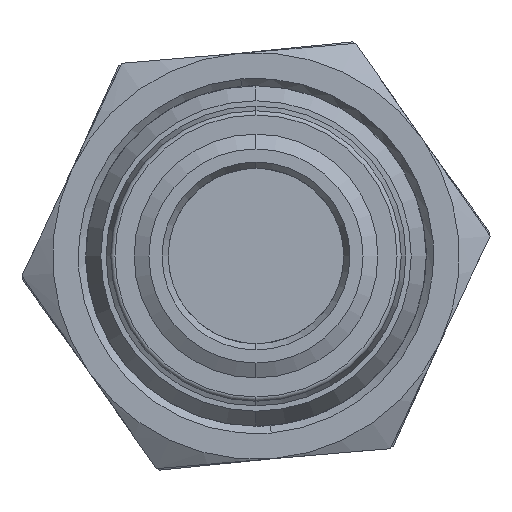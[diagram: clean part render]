
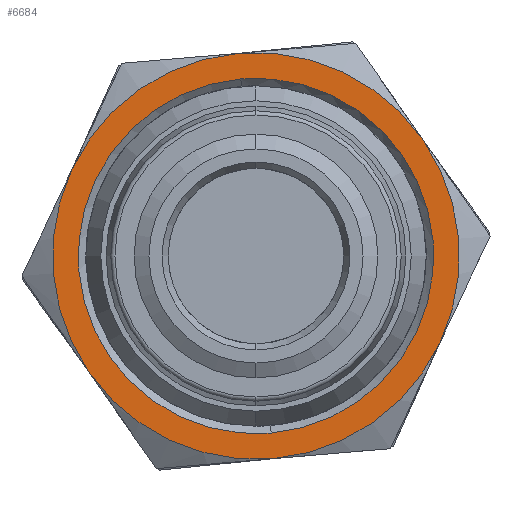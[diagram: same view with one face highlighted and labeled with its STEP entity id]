
A CAD part, left-side view. The second image highlights one B-rep face of the part: STEP entity #6684.
In plain terms, the highlighted planar face has unit normal (-1, 0, 0).
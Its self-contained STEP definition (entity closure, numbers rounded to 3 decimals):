
#617 = CARTESIAN_POINT ( 'NONE',  ( 5.7, 0., 0. ) ) ;
#618 = DIRECTION ( 'NONE',  ( 1., 0., 0. ) ) ;
#619 = DIRECTION ( 'NONE',  ( 0., -0.085, -0.996 ) ) ;
#637 = CARTESIAN_POINT ( 'NONE',  ( 5.7, 0., 0. ) ) ;
#638 = DIRECTION ( 'NONE',  ( 1., 0., 0. ) ) ;
#639 = DIRECTION ( 'NONE',  ( 0., -0.085, -0.996 ) ) ;
#641 = CARTESIAN_POINT ( 'NONE',  ( 5.7, 0., 0. ) ) ;
#642 = DIRECTION ( 'NONE',  ( 1., 0., 0. ) ) ;
#643 = DIRECTION ( 'NONE',  ( 0., -0.085, -0.996 ) ) ;
#658 = CARTESIAN_POINT ( 'NONE',  ( 5.7, 0., 0. ) ) ;
#659 = DIRECTION ( 'NONE',  ( 1., 0., 0. ) ) ;
#660 = DIRECTION ( 'NONE',  ( 0., -0.085, -0.996 ) ) ;
#690 = CARTESIAN_POINT ( 'NONE',  ( 5.7, 0., 0. ) ) ;
#691 = DIRECTION ( 'NONE',  ( 1., 0., 0. ) ) ;
#692 = DIRECTION ( 'NONE',  ( 0., -0.085, -0.996 ) ) ;
#694 = CARTESIAN_POINT ( 'NONE',  ( 5.7, 0., 0. ) ) ;
#695 = DIRECTION ( 'NONE',  ( 1., 0., 0. ) ) ;
#696 = DIRECTION ( 'NONE',  ( 0., -0.085, -0.996 ) ) ;
#724 = CARTESIAN_POINT ( 'NONE',  ( 5.7, 0., 0. ) ) ;
#725 = DIRECTION ( 'NONE',  ( 1., 0., 0. ) ) ;
#726 = DIRECTION ( 'NONE',  ( 0., -0.085, -0.996 ) ) ;
#1730 = VERTEX_POINT ( 'NONE', #4806 ) ;
#1731 = VERTEX_POINT ( 'NONE', #4807 ) ;
#2222 = AXIS2_PLACEMENT_3D ( 'NONE', #2755, #2756, #2757 ) ;
#2401 = VERTEX_POINT ( 'NONE', #4866 ) ;
#2414 = VERTEX_POINT ( 'NONE', #4879 ) ;
#2415 = VERTEX_POINT ( 'NONE', #4880 ) ;
#2416 = VERTEX_POINT ( 'NONE', #4881 ) ;
#2417 = VERTEX_POINT ( 'NONE', #4882 ) ;
#2418 = VERTEX_POINT ( 'NONE', #4883 ) ;
#2481 = EDGE_LOOP ( 'NONE', ( #2619, #2620 ) ) ;
#2482 = EDGE_LOOP ( 'NONE', ( #2621, #2622, #2623, #2624, #2625, #2626 ) ) ;
#2619 = ORIENTED_EDGE ( 'NONE', *, *, #5014, .T. ) ;
#2620 = ORIENTED_EDGE ( 'NONE', *, *, #4048, .T. ) ;
#2621 = ORIENTED_EDGE ( 'NONE', *, *, #4056, .F. ) ;
#2622 = ORIENTED_EDGE ( 'NONE', *, *, #4062, .F. ) ;
#2623 = ORIENTED_EDGE ( 'NONE', *, *, #4067, .F. ) ;
#2624 = ORIENTED_EDGE ( 'NONE', *, *, #4061, .F. ) ;
#2625 = ORIENTED_EDGE ( 'NONE', *, *, #4052, .F. ) ;
#2626 = ORIENTED_EDGE ( 'NONE', *, *, #4053, .F. ) ;
#2755 = CARTESIAN_POINT ( 'NONE',  ( 5.7, 0., 0. ) ) ;
#2756 = DIRECTION ( 'NONE',  ( 1., 0., 0. ) ) ;
#2757 = DIRECTION ( 'NONE',  ( 0., -0.085, -0.996 ) ) ;
#3348 = FACE_BOUND ( 'NONE', #2481, .T. ) ;
#3349 = FACE_OUTER_BOUND ( 'NONE', #2482, .T. ) ;
#3426 = PLANE ( 'NONE',  #4615 ) ;
#3433 = CARTESIAN_POINT ( 'NONE',  ( 5.7, 0., 0. ) ) ;
#3434 = DIRECTION ( 'NONE',  ( -1., 0., 0. ) ) ;
#3435 = DIRECTION ( 'NONE',  ( 0., 0.085, 0.996 ) ) ;
#4048 = EDGE_CURVE ( 'NONE', #1731, #1730, #5552, .T. ) ;
#4052 = EDGE_CURVE ( 'NONE', #2418, #2414, #5554, .T. ) ;
#4053 = EDGE_CURVE ( 'NONE', #2416, #2418, #5553, .T. ) ;
#4056 = EDGE_CURVE ( 'NONE', #2417, #2416, #5555, .T. ) ;
#4061 = EDGE_CURVE ( 'NONE', #2414, #2415, #5556, .T. ) ;
#4062 = EDGE_CURVE ( 'NONE', #2401, #2417, #5557, .T. ) ;
#4067 = EDGE_CURVE ( 'NONE', #2415, #2401, #5558, .T. ) ;
#4363 = CIRCLE ( 'NONE', #2222, 8.3 ) ;
#4615 = AXIS2_PLACEMENT_3D ( 'NONE', #3433, #3434, #3435 ) ;
#4806 = CARTESIAN_POINT ( 'NONE',  ( 5.7, 0.706, 8.27 ) ) ;
#4807 = CARTESIAN_POINT ( 'NONE',  ( 5.7, -0.706, -8.27 ) ) ;
#4866 = CARTESIAN_POINT ( 'NONE',  ( 5.7, -8.602, -4.033 ) ) ;
#4879 = CARTESIAN_POINT ( 'NONE',  ( 5.7, 0.808, 9.466 ) ) ;
#4880 = CARTESIAN_POINT ( 'NONE',  ( 5.7, -7.793, 5.433 ) ) ;
#4881 = CARTESIAN_POINT ( 'NONE',  ( 5.7, 7.793, -5.433 ) ) ;
#4882 = CARTESIAN_POINT ( 'NONE',  ( 5.7, -0.808, -9.466 ) ) ;
#4883 = CARTESIAN_POINT ( 'NONE',  ( 5.7, 8.602, 4.033 ) ) ;
#5014 = EDGE_CURVE ( 'NONE', #1730, #1731, #4363, .T. ) ;
#5143 = AXIS2_PLACEMENT_3D ( 'NONE', #617, #618, #619 ) ;
#5145 = AXIS2_PLACEMENT_3D ( 'NONE', #637, #638, #639 ) ;
#5146 = AXIS2_PLACEMENT_3D ( 'NONE', #641, #642, #643 ) ;
#5147 = AXIS2_PLACEMENT_3D ( 'NONE', #658, #659, #660 ) ;
#5148 = AXIS2_PLACEMENT_3D ( 'NONE', #690, #691, #692 ) ;
#5149 = AXIS2_PLACEMENT_3D ( 'NONE', #694, #695, #696 ) ;
#5150 = AXIS2_PLACEMENT_3D ( 'NONE', #724, #725, #726 ) ;
#5552 = CIRCLE ( 'NONE', #5143, 8.3 ) ;
#5553 = CIRCLE ( 'NONE', #5146, 9.5 ) ;
#5554 = CIRCLE ( 'NONE', #5145, 9.5 ) ;
#5555 = CIRCLE ( 'NONE', #5147, 9.5 ) ;
#5556 = CIRCLE ( 'NONE', #5148, 9.5 ) ;
#5557 = CIRCLE ( 'NONE', #5149, 9.5 ) ;
#5558 = CIRCLE ( 'NONE', #5150, 9.5 ) ;
#6684 = ADVANCED_FACE ( 'NONE', ( #3348, #3349 ), #3426, .T. ) ;
